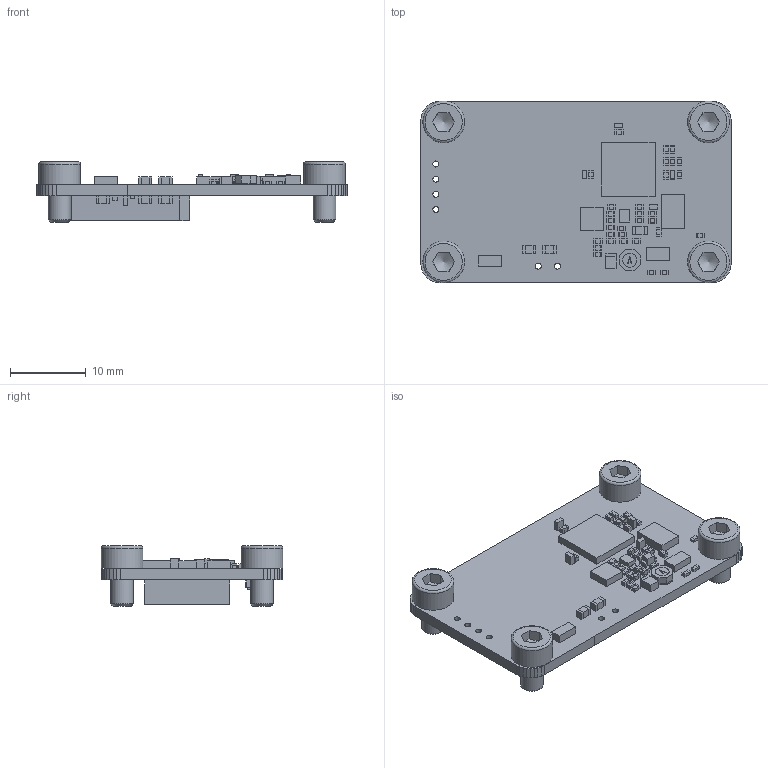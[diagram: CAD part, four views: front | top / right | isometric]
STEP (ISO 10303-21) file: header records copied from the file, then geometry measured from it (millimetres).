
FILE_DESCRIPTION(('Open CASCADE Model'),'2;1');
FILE_NAME('Open CASCADE Shape Model','2014-10-06T19:01:37',('Author'),( 'Open CASCADE'),'Open CASCADE STEP processor 6.2','Open CASCADE 6.2' ,'Unknown');
FILE_SCHEMA(('AUTOMOTIVE_DESIGN { 1 0 10303 214 1 1 1 1 }'));
Length unit declared in the file: millimetre
Products named in the file (118): PCB; Board; C7; 618131664; Extruded; 618128336; C6; P3; ISO_4762_-_M3_x_5ISO; P4; P2; P1; C10; 618128720; L6; 618128592; L5; 618132432; C9; C16; C8; R4; 618131408; 618131536; R3; R2; R1; U6; 618133456; D1; 618131920; U3; 618133200; R12; 618132688; 618132560; U2; 618133712; U1; 618132944 ...
Assembly tree (235 placements, depth 4):
  PCB
    Board
    C7
      618131664  x2
        Extruded
      618128336
        Extruded
    C6
      618131664  x2
        Extruded
      618128336
        Extruded
    P3
      ISO_4762_-_M3_x_5ISO
    P4
      ISO_4762_-_M3_x_5ISO
    P2
      ISO_4762_-_M3_x_5ISO
    P1
      ISO_4762_-_M3_x_5ISO
    C10
      618128720  x2
        Extruded
      618128336
        Extruded
    L6
      618128592
        Extruded
    L5
      618132432
        Extruded
    C9
      618128336
        Extruded
      618131664  x2
        Extruded
    C16
      618128720  x2
        Extruded
      618128336
        Extruded
    C8
      618128720  x2
        Extruded
      618128336
        Extruded
    R4
      618131408  x2
        Extruded
      618131536
        Extruded
    R3
      618131408  x2
        Extruded
      618131536
        Extruded
    R2
      618131408  x2
        Extruded
      618131536
Bounding box: 41.03 x 24.02 x 8 mm (x, y, z)
Volume: 2513.4 mm3; surface area: 3883.8 mm2
Topology: 150 solids, 150 shells, 1047 faces, 2180 edges, 1438 vertices
Faces by surface type: plane 991, cylinder 27, bspline 13, torus 8, cone 8
Full cylindrical faces by diameter (mm): 0.8 x6, 0.9 x1, 1.85 x1, 1.86 x1, 3 x4, 3.2 x4, 5.5 x4
Entity records: 23456 total; most frequent: CARTESIAN_POINT 5724, DIRECTION 3016, LINE 1830, VECTOR 1830, ORIENTED_EDGE 1406, PCURVE 1404, DEFINITIONAL_REPRESENTATION 1404, EDGE_CURVE 702
